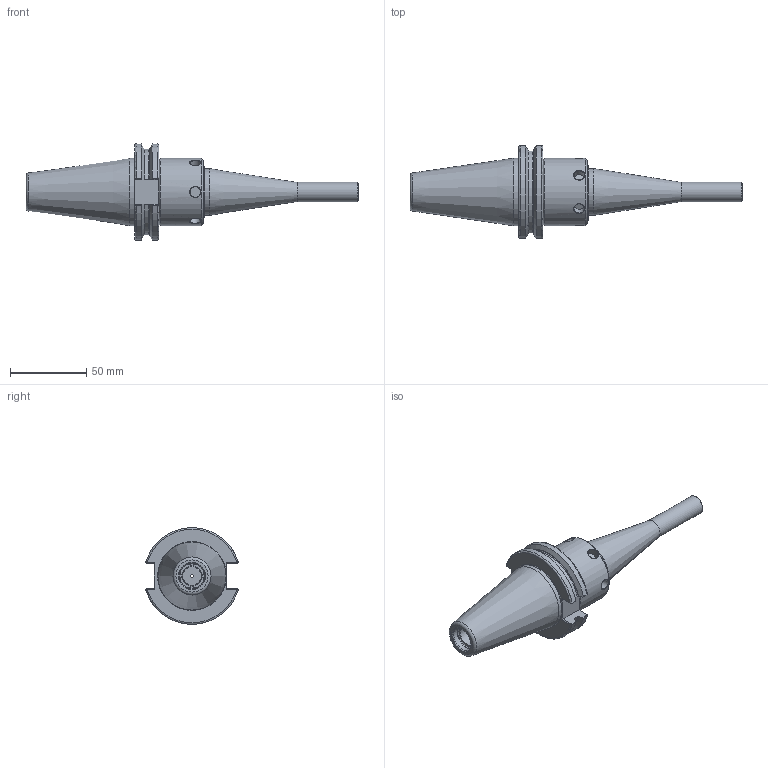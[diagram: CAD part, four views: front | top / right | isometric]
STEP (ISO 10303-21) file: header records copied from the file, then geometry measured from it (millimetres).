
FILE_DESCRIPTION(/* description */ (''),/* implementation_level */ '2;1');
FILE_NAME(/* name */ 'CAT40-VX06-0591.stp',/* time_stamp */ '2019-07-12T10:31:39-05:00',/* author */ ('ldfli'),/* organization */ ('Pioneer N.A.'),/* preprocessor_version */ 'ST-DEVELOPER v18',/* originating_system */ 'Autodesk Inventor LT',/* authorisation */ '');
FILE_SCHEMA (('AUTOMOTIVE_DESIGN { 1 0 10303 214 3 1 1 }'));
Length unit declared in the file: millimetre
Products named in the file (1): CAT40-VX06-0591
Bounding box: 218.25 x 61.14 x 63.31 mm (x, y, z)
Volume: 162832.8 mm3; surface area: 45916.9 mm2
Topology: 4 solids, 4 shells, 173 faces, 474 edges, 327 vertices
Faces by surface type: plane 63, cylinder 46, torus 23, bspline 22, cone 19
Full cylindrical faces by diameter (mm): 2 x4, 6 x1, 6.03 x1, 6.9 x6, 7.5 x1, 8 x1, 8.26 x1, 8.4 x1, 10 x1, 11.04 x1, 12.69 x2, 12.7 x1, 13 x1, 13.386 x1, 16.28 x1, 16.78 x1, 28.6 x1, 30 x1, 30.05 x1, 30.786 x1, 38.5 x1, 40 x1, 40.5 x1, 44.45 x2
Entity records: 7270 total; most frequent: CARTESIAN_POINT 2736, ORIENTED_EDGE 948, DIRECTION 920, EDGE_CURVE 474, AXIS2_PLACEMENT_3D 376, VERTEX_POINT 327, CIRCLE 224, EDGE_LOOP 205
